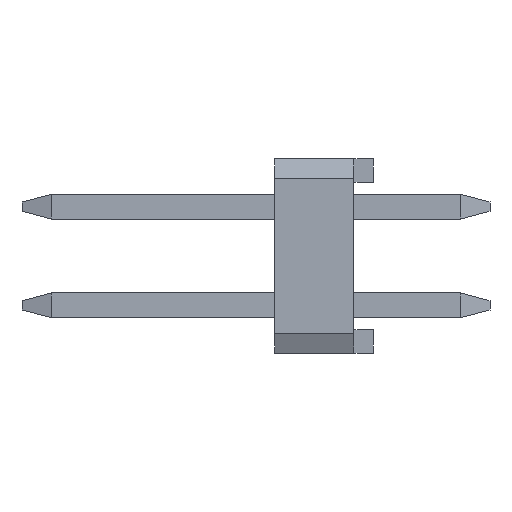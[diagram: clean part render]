
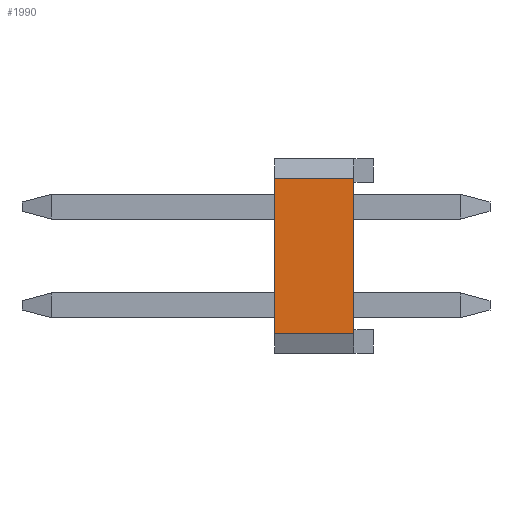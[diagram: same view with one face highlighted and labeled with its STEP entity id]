
A CAD part, left-side view. The second image highlights one B-rep face of the part: STEP entity #1990.
In plain terms, the highlighted planar face has unit normal (-1, 0, 0).
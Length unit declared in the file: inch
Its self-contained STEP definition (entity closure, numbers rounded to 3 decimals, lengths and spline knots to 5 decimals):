
#188 = CARTESIAN_POINT ( 'NONE',  ( -0.4092, 0.1, -0.17712 ) ) ;
#261 = ORIENTED_EDGE ( 'NONE', *, *, #3265, .F. ) ;
#342 = LINE ( 'NONE', #650, #2149 ) ;
#530 = DIRECTION ( 'NONE',  ( 0., 0., -1. ) ) ;
#650 = CARTESIAN_POINT ( 'NONE',  ( -0.4092, 0.1, -0.01973 ) ) ;
#672 = DIRECTION ( 'NONE',  ( 0., 0., -1. ) ) ;
#789 = VERTEX_POINT ( 'NONE', #934 ) ;
#934 = CARTESIAN_POINT ( 'NONE',  ( -0.4092, 0.01969, -0.17712 ) ) ;
#1053 = ORIENTED_EDGE ( 'NONE', *, *, #1153, .F. ) ;
#1073 = ORIENTED_EDGE ( 'NONE', *, *, #2729, .F. ) ;
#1142 = VERTEX_POINT ( 'NONE', #2695 ) ;
#1153 = EDGE_CURVE ( 'NONE', #2357, #1142, #342, .T. ) ;
#1164 = VERTEX_POINT ( 'NONE', #3030 ) ;
#1340 = DIRECTION ( 'NONE',  ( 0., -1., 0. ) ) ;
#1479 = LINE ( 'NONE', #3048, #4047 ) ;
#1648 = VECTOR ( 'NONE', #1904, 39.37008 ) ;
#1689 = ORIENTED_EDGE ( 'NONE', *, *, #4218, .F. ) ;
#1813 = EDGE_LOOP ( 'NONE', ( #1053, #261, #1073, #1689 ) ) ;
#1904 = DIRECTION ( 'NONE',  ( 0., 1., 0. ) ) ;
#1990 = ADVANCED_FACE ( 'NONE', ( #3019 ), #2536, .F. ) ;
#2113 = CARTESIAN_POINT ( 'NONE',  ( -0.4092, 0.1, 0. ) ) ;
#2149 = VECTOR ( 'NONE', #1340, 39.37008 ) ;
#2357 = VERTEX_POINT ( 'NONE', #3498 ) ;
#2431 = VECTOR ( 'NONE', #3127, 39.37008 ) ;
#2533 = LINE ( 'NONE', #2113, #2431 ) ;
#2536 = PLANE ( 'NONE',  #3505 ) ;
#2564 = DIRECTION ( 'NONE',  ( 1., 0., 0. ) ) ;
#2695 = CARTESIAN_POINT ( 'NONE',  ( -0.4092, 0.01969, -0.01973 ) ) ;
#2729 = EDGE_CURVE ( 'NONE', #789, #1164, #4216, .T. ) ;
#3019 = FACE_OUTER_BOUND ( 'NONE', #1813, .T. ) ;
#3030 = CARTESIAN_POINT ( 'NONE',  ( -0.4092, 0.1, -0.17712 ) ) ;
#3048 = CARTESIAN_POINT ( 'NONE',  ( -0.4092, 0.01969, -0.17712 ) ) ;
#3127 = DIRECTION ( 'NONE',  ( 0., 0., 1. ) ) ;
#3265 = EDGE_CURVE ( 'NONE', #1164, #2357, #2533, .T. ) ;
#3498 = CARTESIAN_POINT ( 'NONE',  ( -0.4092, 0.1, -0.01973 ) ) ;
#3505 = AXIS2_PLACEMENT_3D ( 'NONE', #188, #2564, #530 ) ;
#3916 = CARTESIAN_POINT ( 'NONE',  ( -0.4092, 0.1, -0.17712 ) ) ;
#4047 = VECTOR ( 'NONE', #672, 39.37008 ) ;
#4216 = LINE ( 'NONE', #3916, #1648 ) ;
#4218 = EDGE_CURVE ( 'NONE', #1142, #789, #1479, .T. ) ;
